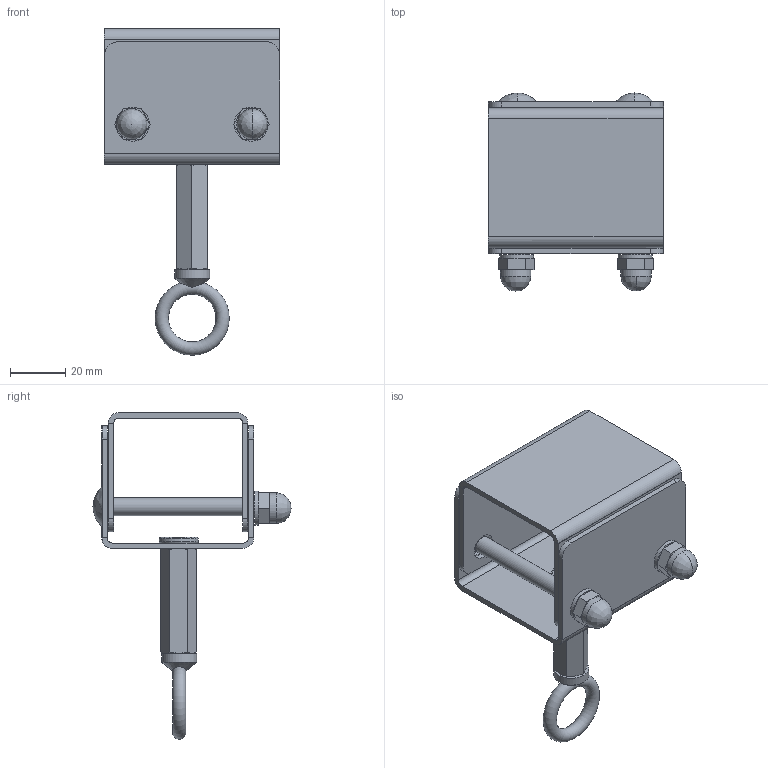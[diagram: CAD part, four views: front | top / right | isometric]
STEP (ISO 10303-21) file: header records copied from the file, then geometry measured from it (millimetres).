
FILE_DESCRIPTION(/* description */ (''),/* implementation_level */ '2;1');
FILE_NAME(/* name */ 'BusductAttachment_busSTRUT_HM-S-E(B)-(F).stp',/* time_stamp */ '2024-10-23T14:03:34+03:00',/* author */ ('fkris'),/* organization */ (''),/* preprocessor_version */ 'ST-DEVELOPER v18.1',/* originating_system */ 'Autodesk Inventor 2021',/* authorisation */ '');
FILE_SCHEMA (('AUTOMOTIVE_DESIGN { 1 0 10303 214 3 1 1 }'));
Length unit declared in the file: foot
Products named in the file (20): BusductAttachment_busSTRUT_HM-S-E(B)-(F); BusductAttachment_busSTRUT_HM-S-E(B)-(F)_1; BusductAttachment_busSTRUT_HM-S-E(B)-(F)_1_1; BusductAttachment_busSTRUT_HM-S-E(B)-(F)_2; BusductAttachment_busSTRUT_HM-S-E(B)-(F)_3; BusductAttachment_busSTRUT_HM-S-E(B)-(F)_4; BusductAttachment_busSTRUT_HM-S-E(B)-(F)_5; BusductAttachment_busSTRUT_HM-S-E(B)-(F)_6; BusductAttachment_busSTRUT_HM-S-E(B)-(F)_7; BusductAttachment_busSTRUT_HM-S-E(B)-(F)_8; BusductAttachment_busSTRUT_HM-S-E(B)-(F)_9; BusductAttachment_busSTRUT_HM-S-E(B)-(F)_10; BusductAttachment_busSTRUT_HM-S-E(B)-(F)_11; BusductAttachment_busSTRUT_HM-S-E(B)-(F)_12; BusductAttachment_busSTRUT_HM-S-E(B)-(F)_13; BusductAttachment_busSTRUT_HM-S-E(B)-(F)_14; BusductAttachment_busSTRUT_HM-S-E(B)-(F)_15; BusductAttachment_busSTRUT_HM-S-E(B)-(F)_16; BusductAttachment_busSTRUT_HM-S-E(B)-(F)_17; BusductAttachment_busSTRUT_HM-S-E(B)-(F)_18
Assembly tree (19 placements, depth 2):
  BusductAttachment_busSTRUT_HM-S-E(B)-(F)
    BusductAttachment_busSTRUT_HM-S-E(B)-(F)_1
    BusductAttachment_busSTRUT_HM-S-E(B)-(F)_1_1
    BusductAttachment_busSTRUT_HM-S-E(B)-(F)_2
    BusductAttachment_busSTRUT_HM-S-E(B)-(F)_3
    BusductAttachment_busSTRUT_HM-S-E(B)-(F)_4
    BusductAttachment_busSTRUT_HM-S-E(B)-(F)_5
    BusductAttachment_busSTRUT_HM-S-E(B)-(F)_6
    BusductAttachment_busSTRUT_HM-S-E(B)-(F)_7
    BusductAttachment_busSTRUT_HM-S-E(B)-(F)_8
    BusductAttachment_busSTRUT_HM-S-E(B)-(F)_9
    BusductAttachment_busSTRUT_HM-S-E(B)-(F)_10
    BusductAttachment_busSTRUT_HM-S-E(B)-(F)_11
    BusductAttachment_busSTRUT_HM-S-E(B)-(F)_12
    BusductAttachment_busSTRUT_HM-S-E(B)-(F)_13
    BusductAttachment_busSTRUT_HM-S-E(B)-(F)_14
    BusductAttachment_busSTRUT_HM-S-E(B)-(F)_15
    BusductAttachment_busSTRUT_HM-S-E(B)-(F)_16
    BusductAttachment_busSTRUT_HM-S-E(B)-(F)_17
    BusductAttachment_busSTRUT_HM-S-E(B)-(F)_18
Bounding box: 63.63 x 71.88 x 118.51 mm (x, y, z)
Volume: 44859.6 mm3; surface area: 46573.7 mm2
Topology: 19 solids, 19 shells, 209 faces, 499 edges, 321 vertices
Faces by surface type: cylinder 95, plane 84, cone 18, bspline 9, torus 3
Full cylindrical faces by diameter (mm): 4.7 x28, 6.35 x31, 6.418 x2, 8.843 x4, 9.374 x4, 11.096 x2, 12.377 x2, 12.7 x1, 14.097 x1
Entity records: 14117 total; most frequent: CARTESIAN_POINT 8685, ORIENTED_EDGE 984, DIRECTION 935, EDGE_CURVE 492, AXIS2_PLACEMENT_3D 358, VERTEX_POINT 321, EDGE_LOOP 229, LINE 219
